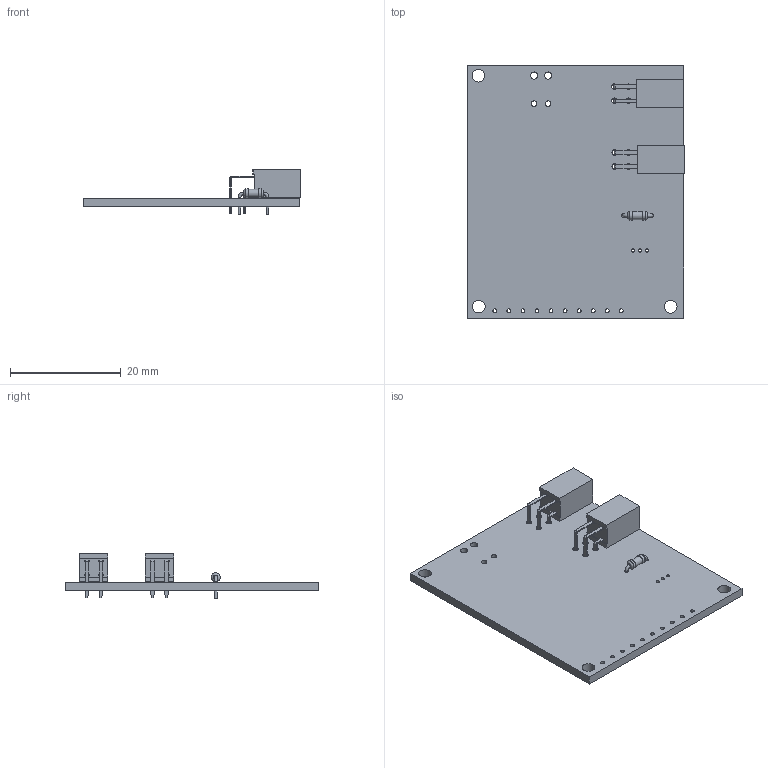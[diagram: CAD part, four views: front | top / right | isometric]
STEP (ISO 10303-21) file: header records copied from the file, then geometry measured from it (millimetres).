
FILE_DESCRIPTION(('KiCad electronic assembly'),'2;1');
FILE_NAME('universal_board.step','2025-08-28T00:52:43',('Pcbnew'),( 'Kicad'),'Open CASCADE STEP processor 7.8','KiCad to STEP converter' ,'Unknown');
FILE_SCHEMA(('AUTOMOTIVE_DESIGN { 1 0 10303 214 1 1 1 1 }'));
Length unit declared in the file: millimetre
Products named in the file (6): universal_board 1; PinSocket_2x02_P2.54mm_Horizontal; PinSocket_2x02_P254mm_Horizontal; R_Axial_DIN0204_L3.6mm_D1.6mm_P5.08mm_Horizontal; R_Axial_DIN0204_L36mm_D16mm_P508mm_Horizontal; universal_board_PCB
Assembly tree (6 placements, depth 3):
  universal_board 1
    PinSocket_2x02_P2.54mm_Horizontal  x2
      PinSocket_2x02_P254mm_Horizontal
    R_Axial_DIN0204_L3.6mm_D1.6mm_P5.08mm_Horizontal
      R_Axial_DIN0204_L36mm_D16mm_P508mm_Horizontal
    universal_board_PCB
Bounding box: 39.15 x 45.82 x 8.08 mm (x, y, z)
Volume: 3245.3 mm3; surface area: 4689.3 mm2
Topology: 4 solids, 4 shells, 352 faces, 912 edges, 596 vertices
Faces by surface type: plane 297, cylinder 51, torus 4
Full cylindrical faces by diameter (mm): 0.5 x2, 0.6 x3, 0.7 x12, 1 x10, 1.3 x2, 1.44 x1, 1.6 x2, 2.3 x3
Entity records: 7666 total; most frequent: CARTESIAN_POINT 1269, ORIENTED_EDGE 1040, DIRECTION 1028, EDGE_CURVE 520, LINE 426, VECTOR 426, VERTEX_POINT 340, AXIS2_PLACEMENT_3D 301
